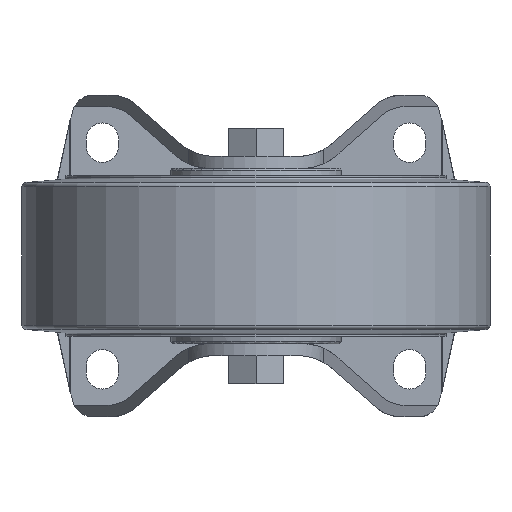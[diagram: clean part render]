
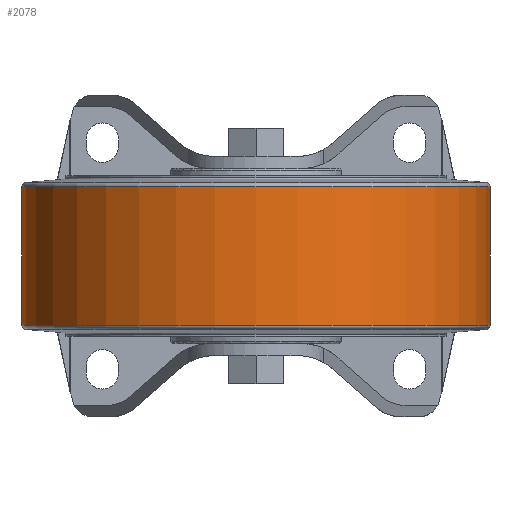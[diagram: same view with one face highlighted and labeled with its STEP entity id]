
A CAD part, front view. The second image highlights one B-rep face of the part: STEP entity #2078.
In plain terms, the highlighted cylindrical face has radius 80 mm (diameter 160 mm), a full revolution.
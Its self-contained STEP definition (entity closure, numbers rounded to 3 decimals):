
#1024=ORIENTED_EDGE('',*,*,#1329,.T.);
#1025=ORIENTED_EDGE('',*,*,#1328,.F.);
#1328=EDGE_CURVE('',#1532,#1532,#1620,.T.);
#1329=EDGE_CURVE('',#1533,#1533,#1621,.T.);
#1532=VERTEX_POINT('',#3623);
#1533=VERTEX_POINT('',#3626);
#1620=CIRCLE('',#2304,80.);
#1621=CIRCLE('',#2306,80.);
#1762=EDGE_LOOP('',(#1024));
#1763=EDGE_LOOP('',(#1025));
#1916=FACE_BOUND('',#1762,.T.);
#1917=FACE_BOUND('',#1763,.T.);
#1975=CYLINDRICAL_SURFACE('',#2305,80.);
#2078=ADVANCED_FACE('',(#1916,#1917),#1975,.T.);
#2304=AXIS2_PLACEMENT_3D('',#3622,#2896,#2897);
#2305=AXIS2_PLACEMENT_3D('',#3624,#2898,#2899);
#2306=AXIS2_PLACEMENT_3D('',#3625,#2900,#2901);
#2896=DIRECTION('',(0.,0.,-1.));
#2897=DIRECTION('',(-1.,0.,0.));
#2898=DIRECTION('',(0.,0.,-1.));
#2899=DIRECTION('',(-1.,0.,0.));
#2900=DIRECTION('',(0.,0.,-1.));
#2901=DIRECTION('',(-1.,0.,0.));
#3622=CARTESIAN_POINT('',(0.,0.,-23.626));
#3623=CARTESIAN_POINT('',(-80.,0.,-23.626));
#3624=CARTESIAN_POINT('',(0.,0.,-30.));
#3625=CARTESIAN_POINT('',(0.,0.,23.626));
#3626=CARTESIAN_POINT('',(-80.,0.,23.626));
